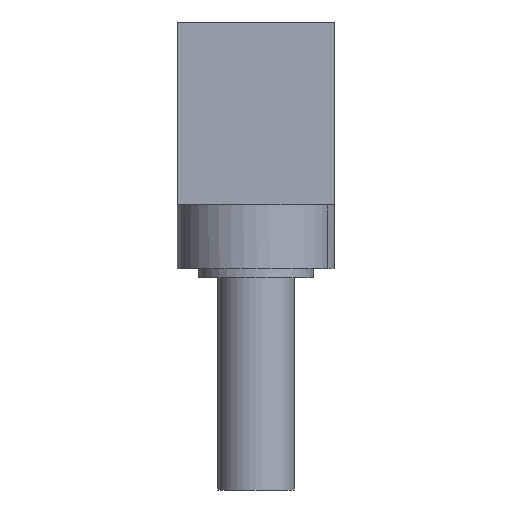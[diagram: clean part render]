
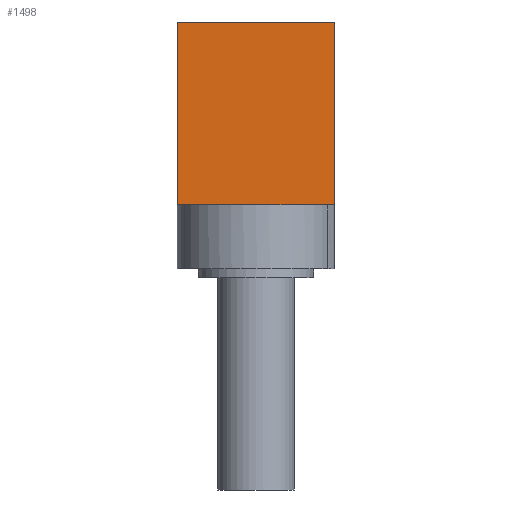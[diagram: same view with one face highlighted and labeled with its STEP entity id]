
A CAD part, front view. The second image highlights one B-rep face of the part: STEP entity #1498.
In plain terms, the highlighted planar face has unit normal (0, -1, 0).
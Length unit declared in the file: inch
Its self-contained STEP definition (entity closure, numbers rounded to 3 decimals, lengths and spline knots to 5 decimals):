
#48 = DIRECTION ( 'NONE',  ( 0., 0., 1. ) ) ;
#247 = CARTESIAN_POINT ( 'NONE',  ( -0.185, -0.18494, 0. ) ) ;
#325 = ORIENTED_EDGE ( 'NONE', *, *, #3796, .F. ) ;
#328 = VERTEX_POINT ( 'NONE', #247 ) ;
#426 = LINE ( 'NONE', #3570, #4584 ) ;
#441 = VECTOR ( 'NONE', #2777, 39.37008 ) ;
#569 = CARTESIAN_POINT ( 'NONE',  ( -0.185, -0.18494, -0.43065 ) ) ;
#648 = EDGE_CURVE ( 'NONE', #2708, #4116, #953, .T. ) ;
#668 = ORIENTED_EDGE ( 'NONE', *, *, #648, .T. ) ;
#690 = VERTEX_POINT ( 'NONE', #3730 ) ;
#953 = LINE ( 'NONE', #1730, #3191 ) ;
#1187 = VECTOR ( 'NONE', #1681, 39.37008 ) ;
#1243 = VERTEX_POINT ( 'NONE', #3463 ) ;
#1244 = PLANE ( 'NONE',  #2752 ) ;
#1287 = ORIENTED_EDGE ( 'NONE', *, *, #3861, .F. ) ;
#1498 = ADVANCED_FACE ( 'NONE', ( #3906 ), #1244, .T. ) ;
#1537 = LINE ( 'NONE', #3662, #1187 ) ;
#1538 = CARTESIAN_POINT ( 'NONE',  ( -0.185, -0.18494, -0.58065 ) ) ;
#1600 = CARTESIAN_POINT ( 'NONE',  ( -0.185, -0.18494, -0.43065 ) ) ;
#1681 = DIRECTION ( 'NONE',  ( 0., 0., 1. ) ) ;
#1712 = LINE ( 'NONE', #3632, #1849 ) ;
#1730 = CARTESIAN_POINT ( 'NONE',  ( -0.185, -0.18494, -0.43065 ) ) ;
#1849 = VECTOR ( 'NONE', #4832, 39.37008 ) ;
#1906 = CARTESIAN_POINT ( 'NONE',  ( -0.00064, -0.18494, -0.43065 ) ) ;
#2708 = VERTEX_POINT ( 'NONE', #569 ) ;
#2752 = AXIS2_PLACEMENT_3D ( 'NONE', #1538, #3099, #4688 ) ;
#2753 = LINE ( 'NONE', #1600, #441 ) ;
#2777 = DIRECTION ( 'NONE',  ( 1., 0., 0. ) ) ;
#3099 = DIRECTION ( 'NONE',  ( 0., -1., 0. ) ) ;
#3191 = VECTOR ( 'NONE', #3683, 39.37008 ) ;
#3448 = EDGE_LOOP ( 'NONE', ( #1287, #668, #4006, #3914, #325 ) ) ;
#3463 = CARTESIAN_POINT ( 'NONE',  ( 0.185, -0.18494, 0. ) ) ;
#3570 = CARTESIAN_POINT ( 'NONE',  ( 0.185, -0.18494, -0.58065 ) ) ;
#3632 = CARTESIAN_POINT ( 'NONE',  ( -0.185, -0.18494, 0. ) ) ;
#3662 = CARTESIAN_POINT ( 'NONE',  ( -0.185, -0.18494, -0.58065 ) ) ;
#3683 = DIRECTION ( 'NONE',  ( 1., 0., 0. ) ) ;
#3730 = CARTESIAN_POINT ( 'NONE',  ( 0.185, -0.18494, -0.43065 ) ) ;
#3796 = EDGE_CURVE ( 'NONE', #328, #1243, #1712, .T. ) ;
#3861 = EDGE_CURVE ( 'NONE', #2708, #328, #1537, .T. ) ;
#3906 = FACE_OUTER_BOUND ( 'NONE', #3448, .T. ) ;
#3914 = ORIENTED_EDGE ( 'NONE', *, *, #4533, .T. ) ;
#4006 = ORIENTED_EDGE ( 'NONE', *, *, #4150, .T. ) ;
#4116 = VERTEX_POINT ( 'NONE', #1906 ) ;
#4150 = EDGE_CURVE ( 'NONE', #4116, #690, #2753, .T. ) ;
#4533 = EDGE_CURVE ( 'NONE', #690, #1243, #426, .T. ) ;
#4584 = VECTOR ( 'NONE', #48, 39.37008 ) ;
#4688 = DIRECTION ( 'NONE',  ( 0., 0., -1. ) ) ;
#4832 = DIRECTION ( 'NONE',  ( 1., 0., 0. ) ) ;
